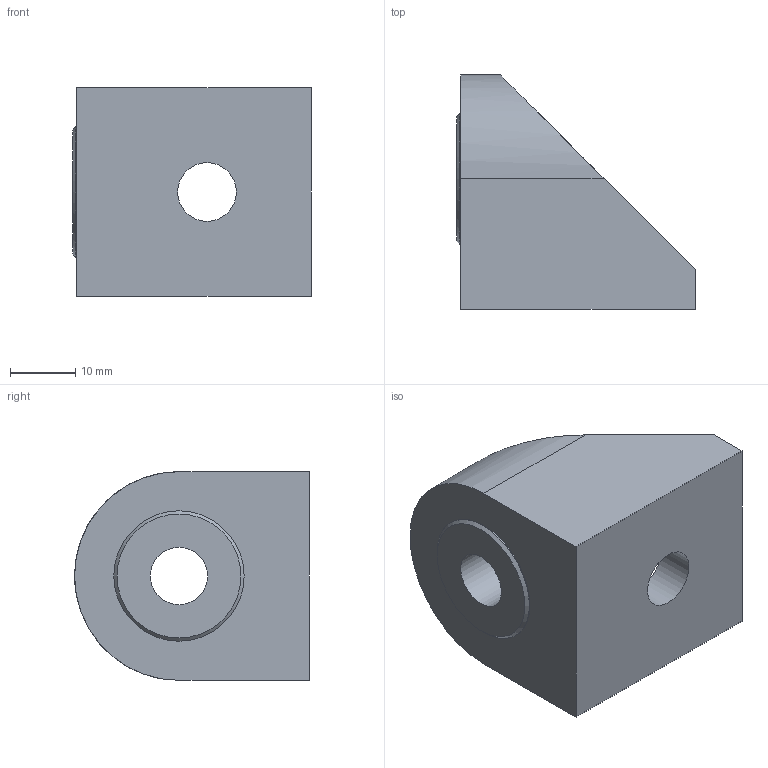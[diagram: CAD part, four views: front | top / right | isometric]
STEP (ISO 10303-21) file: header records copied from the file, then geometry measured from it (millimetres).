
FILE_DESCRIPTION( ( 'STEP AP214' ), '1' );
FILE_NAME( 'K1050.08.stp', '2020-12-10T09:28:25', ( '' ), ( '' ), ' ', 'PARTsolutions', ' ' );
FILE_SCHEMA( ( 'AUTOMOTIVE_DESIGN { 1 0 10303 214 1 1 1 1 }' ) );
Length unit declared in the file: millimetre
Products named in the file (1): _K1050.08
Bounding box: 36.6 x 36 x 32 mm (x, y, z)
Volume: 15185.2 mm3; surface area: 7367.3 mm2
Topology: 1 solids, 2 shells, 24 faces, 51 edges, 33 vertices
Faces by surface type: plane 14, cylinder 8, cone 2
Full cylindrical faces by diameter (mm): 8.8 x1, 9 x1, 14 x2, 20 x2
Entity records: 818 total; most frequent: DIRECTION 110, CARTESIAN_POINT 99, ORIENTED_EDGE 84, AXIS2_PLACEMENT_3D 43, EDGE_CURVE 42, EDGE_LOOP 40, VERTEX_POINT 32, FACE_OUTER_BOUND 30
